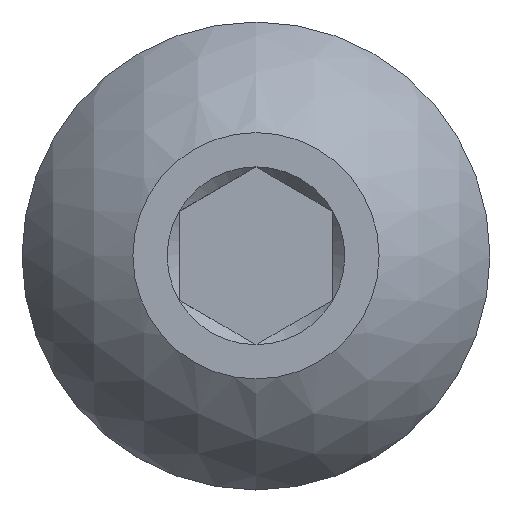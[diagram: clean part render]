
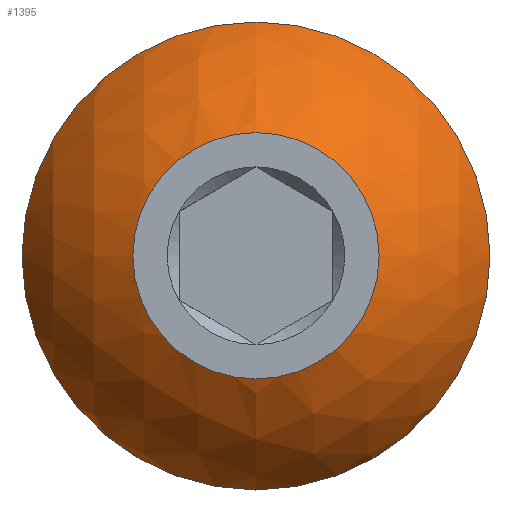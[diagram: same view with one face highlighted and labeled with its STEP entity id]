
A CAD part, top view. The second image highlights one B-rep face of the part: STEP entity #1395.
In plain terms, the highlighted spherical face has radius 4.229 mm.
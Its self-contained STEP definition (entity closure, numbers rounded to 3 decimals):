
#27=FACE_BOUND('',#247,.T.);
#30=SPHERICAL_SURFACE('',#1500,4.229);
#165=FACE_OUTER_BOUND('',#246,.T.);
#246=EDGE_LOOP('',(#1095));
#247=EDGE_LOOP('',(#1096));
#277=CIRCLE('',#1498,3.8);
#279=CIRCLE('',#1501,2.);
#615=VERTEX_POINT('',#4906);
#617=VERTEX_POINT('',#4912);
#816=EDGE_CURVE('',#615,#615,#277,.T.);
#819=EDGE_CURVE('',#617,#617,#279,.T.);
#1095=ORIENTED_EDGE('',*,*,#816,.T.);
#1096=ORIENTED_EDGE('',*,*,#819,.F.);
#1395=ADVANCED_FACE('',(#165,#27),#30,.T.);
#1498=AXIS2_PLACEMENT_3D('',#4907,#1723,#1724);
#1500=AXIS2_PLACEMENT_3D('',#4911,#1728,#1729);
#1501=AXIS2_PLACEMENT_3D('',#4913,#1730,#1731);
#1723=DIRECTION('center_axis',(0.,0.,1.));
#1724=DIRECTION('ref_axis',(0.,-1.,0.));
#1728=DIRECTION('center_axis',(1.,0.,0.));
#1729=DIRECTION('ref_axis',(0.,-1.,0.));
#1730=DIRECTION('center_axis',(0.,0.,1.));
#1731=DIRECTION('ref_axis',(0.,-1.,0.));
#4906=CARTESIAN_POINT('',(0.,3.8,10.33));
#4907=CARTESIAN_POINT('Origin',(0.,0.,10.33));
#4911=CARTESIAN_POINT('Origin',(0.,0.,
8.474));
#4912=CARTESIAN_POINT('',(0.,-2.,12.2));
#4913=CARTESIAN_POINT('Origin',(0.,0.,12.2));
